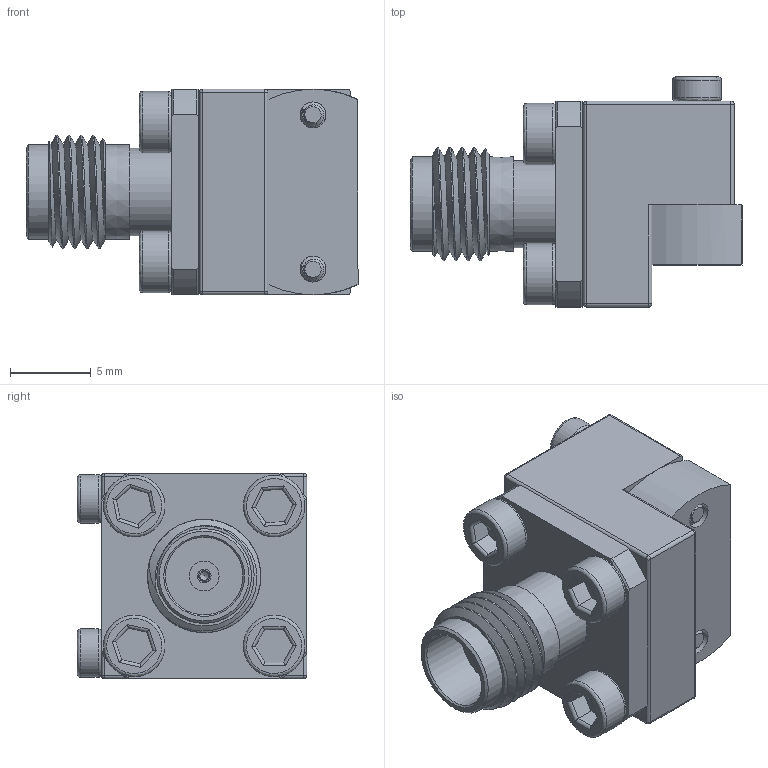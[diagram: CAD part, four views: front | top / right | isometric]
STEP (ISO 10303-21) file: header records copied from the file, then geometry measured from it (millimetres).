
FILE_DESCRIPTION (( 'STEP AP203' ), '1' );
FILE_NAME ('FMCN1520_3D.step', '2022-10-06T16:29:48', ( '' ), ( '' ), 'SwSTEP 2.0', 'SolidWorks 2021', '' );
FILE_SCHEMA (( 'CONFIG_CONTROL_DESIGN' ));
Length unit declared in the file: inch
Products named in the file (1): FMCN1520_3D
Bounding box: 20.51 x 14.2 x 12.7 mm (x, y, z)
Volume: 1645.7 mm3; surface area: 2321.2 mm2
Topology: 7 solids, 7 shells, 371 faces, 942 edges, 600 vertices
Faces by surface type: cylinder 182, plane 116, cone 39, bspline 34
Full cylindrical faces by diameter (mm): 0.699 x1, 1.6 x48, 1.65 x2, 1.85 x1, 1.93 x43, 2 x4, 2.6 x4, 3 x2, 3.8 x4, 4.79 x1, 4.8 x1, 5.4 x1, 5.85 x1
Entity records: 17846 total; most frequent: CARTESIAN_POINT 12053, ORIENTED_EDGE 1178, DIRECTION 1087, EDGE_CURVE 589, AXIS2_PLACEMENT_3D 412, VERTEX_POINT 393, EDGE_LOOP 366, FACE_OUTER_BOUND 324
